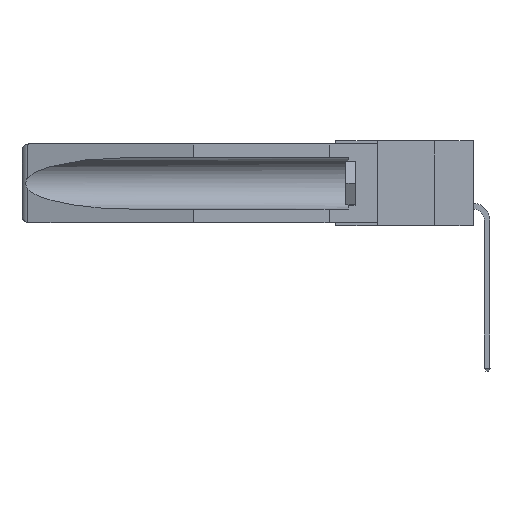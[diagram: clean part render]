
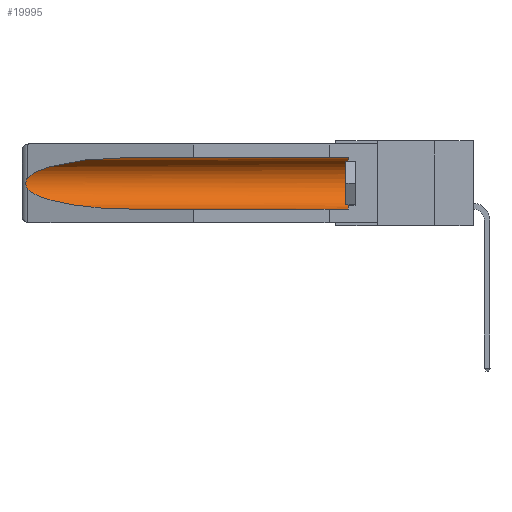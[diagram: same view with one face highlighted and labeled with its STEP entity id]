
A CAD part, left-side view. The second image highlights one B-rep face of the part: STEP entity #19995.
In plain terms, the highlighted cylindrical face has radius 2.857 mm (diameter 5.715 mm), a partial arc.
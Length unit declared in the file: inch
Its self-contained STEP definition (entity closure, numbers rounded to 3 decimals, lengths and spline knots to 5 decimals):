
#318 = CARTESIAN_POINT ( 'NONE',  ( 0.2675, 1.53308, -0.16763 ) ) ;
#529 = CARTESIAN_POINT ( 'NONE',  ( 0.26597, 1.52961, -0.15275 ) ) ;
#678 = VECTOR ( 'NONE', #17841, 39.37008 ) ;
#679 = CARTESIAN_POINT ( 'NONE',  ( 0.155, -0.30754, -0.284 ) ) ;
#706 = AXIS2_PLACEMENT_3D ( 'NONE', #2963, #9413, #7884 ) ;
#925 = CARTESIAN_POINT ( 'NONE',  ( 0.155, 0.126, -0.284 ) ) ;
#2131 = CARTESIAN_POINT ( 'NONE',  ( 0.155, 1.07973, -0.059 ) ) ;
#2649 = ORIENTED_EDGE ( 'NONE', *, *, #10893, .T. ) ;
#2875 = CARTESIAN_POINT ( 'NONE',  ( 0.155, -0.30754, -0.059 ) ) ;
#2963 = CARTESIAN_POINT ( 'NONE',  ( 0.155, 0.126, -0.1715 ) ) ;
#3118 = CARTESIAN_POINT ( 'NONE',  ( 0.21114, 1.30732, -0.284 ) ) ;
#3254 = CIRCLE ( 'NONE', #706, 0.1125 ) ;
#3718 = CARTESIAN_POINT ( 'NONE',  ( 0.2673, 1.53269, -0.17917 ) ) ;
#4129 = CARTESIAN_POINT ( 'NONE',  ( 0.26537, 1.52718, -0.14972 ) ) ;
#4886 = VERTEX_POINT ( 'NONE', #925 ) ;
#5116 = CARTESIAN_POINT ( 'NONE',  ( 0.25451, 1.48313, -0.09465 ) ) ;
#5260 = VERTEX_POINT ( 'NONE', #4129 ) ;
#5607 = VERTEX_POINT ( 'NONE', #8624 ) ;
#5699 = VECTOR ( 'NONE', #9191, 39.37008 ) ;
#6333 = CARTESIAN_POINT ( 'NONE',  ( 0.26537, 1.52718, -0.19328 ) ) ;
#6399 = ORIENTED_EDGE ( 'NONE', *, *, #17507, .T. ) ;
#6441 = EDGE_CURVE ( 'NONE', #12546, #5260, #9871, .T. ) ;
#6595 = VERTEX_POINT ( 'NONE', #6651 ) ;
#6651 = CARTESIAN_POINT ( 'NONE',  ( 0.26537, 1.52718, -0.19328 ) ) ;
#7558 = AXIS2_PLACEMENT_3D ( 'NONE', #10933, #17706, #7722 ) ;
#7722 = DIRECTION ( 'NONE',  ( 0., 0., 1. ) ) ;
#7786 = CYLINDRICAL_SURFACE ( 'NONE', #7558, 0.1125 ) ;
#7884 = DIRECTION ( 'NONE',  ( 0., 0., 1. ) ) ;
#8624 = CARTESIAN_POINT ( 'NONE',  ( 0.155, 0.126, -0.059 ) ) ;
#8756 = CARTESIAN_POINT ( 'NONE',  ( 0.26654, 1.53092, -0.15636 ) ) ;
#8903 = CARTESIAN_POINT ( 'NONE',  ( 0.2673, 1.5327, -0.16383 ) ) ;
#9191 = DIRECTION ( 'NONE',  ( 0., 1., 0. ) ) ;
#9413 = DIRECTION ( 'NONE',  ( 0., -1., 0. ) ) ;
#9562 = VERTEX_POINT ( 'NONE', #16966 ) ;
#9871 =( BOUNDED_CURVE ( )  B_SPLINE_CURVE ( 3, ( #18555, #10305, #5116, #11845 ),
 .UNSPECIFIED., .F., .F. ) 
 B_SPLINE_CURVE_WITH_KNOTS ( ( 4, 4 ),
 ( 4.71239, 6.08839 ),
 .UNSPECIFIED. ) 
 CURVE ( )  GEOMETRIC_REPRESENTATION_ITEM ( )  RATIONAL_B_SPLINE_CURVE ( ( 1., 0.848, 0.848, 1. ) ) 
 REPRESENTATION_ITEM ( '' )  );
#10305 = CARTESIAN_POINT ( 'NONE',  ( 0.21114, 1.30732, -0.059 ) ) ;
#10367 = EDGE_LOOP ( 'NONE', ( #11177, #6399, #12097, #15484, #2649, #17450 ) ) ;
#10585 = CARTESIAN_POINT ( 'NONE',  ( 0.26537, 1.52718, -0.14972 ) ) ;
#10825 = B_SPLINE_CURVE_WITH_KNOTS ( 'NONE', 3,
 ( #10585, #529, #8756, #8903, #318, #17297, #3718, #12042, #12248, #17077 ),
 .UNSPECIFIED., .F., .F.,
 ( 4, 2, 2, 2, 4 ),
 ( 0., 0.00029, 0.00058, 0.00087, 0.00117 ),
 .UNSPECIFIED. ) ;
#10893 = EDGE_CURVE ( 'NONE', #4886, #5607, #3254, .T. ) ;
#10933 = CARTESIAN_POINT ( 'NONE',  ( 0.155, -0.30754, -0.1715 ) ) ;
#11177 = ORIENTED_EDGE ( 'NONE', *, *, #6441, .T. ) ;
#11845 = CARTESIAN_POINT ( 'NONE',  ( 0.26537, 1.52718, -0.14972 ) ) ;
#11967 = LINE ( 'NONE', #679, #5699 ) ;
#12042 = CARTESIAN_POINT ( 'NONE',  ( 0.26655, 1.53094, -0.18657 ) ) ;
#12097 = ORIENTED_EDGE ( 'NONE', *, *, #18365, .T. ) ;
#12248 = CARTESIAN_POINT ( 'NONE',  ( 0.26597, 1.5296, -0.19026 ) ) ;
#12546 = VERTEX_POINT ( 'NONE', #2131 ) ;
#13252 = FACE_OUTER_BOUND ( 'NONE', #10367, .T. ) ;
#15484 = ORIENTED_EDGE ( 'NONE', *, *, #17556, .F. ) ;
#16966 = CARTESIAN_POINT ( 'NONE',  ( 0.155, 1.07973, -0.284 ) ) ;
#17077 = CARTESIAN_POINT ( 'NONE',  ( 0.26537, 1.52718, -0.19328 ) ) ;
#17297 = CARTESIAN_POINT ( 'NONE',  ( 0.2675, 1.53308, -0.17534 ) ) ;
#17450 = ORIENTED_EDGE ( 'NONE', *, *, #20062, .T. ) ;
#17507 = EDGE_CURVE ( 'NONE', #5260, #6595, #10825, .T. ) ;
#17556 = EDGE_CURVE ( 'NONE', #4886, #9562, #11967, .T. ) ;
#17706 = DIRECTION ( 'NONE',  ( 0., 1., 0. ) ) ;
#17841 = DIRECTION ( 'NONE',  ( 0., 1., 0. ) ) ;
#17939 = CARTESIAN_POINT ( 'NONE',  ( 0.25451, 1.48313, -0.24835 ) ) ;
#18365 = EDGE_CURVE ( 'NONE', #6595, #9562, #21078, .T. ) ;
#18555 = CARTESIAN_POINT ( 'NONE',  ( 0.155, 1.07973, -0.059 ) ) ;
#19616 = CARTESIAN_POINT ( 'NONE',  ( 0.155, 1.07973, -0.284 ) ) ;
#19995 = ADVANCED_FACE ( 'NONE', ( #13252 ), #7786, .F. ) ;
#20062 = EDGE_CURVE ( 'NONE', #5607, #12546, #21559, .T. ) ;
#21078 =( BOUNDED_CURVE ( )  B_SPLINE_CURVE ( 3, ( #6333, #17939, #3118, #19616 ),
 .UNSPECIFIED., .F., .T. ) 
 B_SPLINE_CURVE_WITH_KNOTS ( ( 4, 4 ),
 ( 0.1948, 1.5708 ),
 .UNSPECIFIED. ) 
 CURVE ( )  GEOMETRIC_REPRESENTATION_ITEM ( )  RATIONAL_B_SPLINE_CURVE ( ( 1., 0.848, 0.848, 1. ) ) 
 REPRESENTATION_ITEM ( '' )  );
#21559 = LINE ( 'NONE', #2875, #678 ) ;
